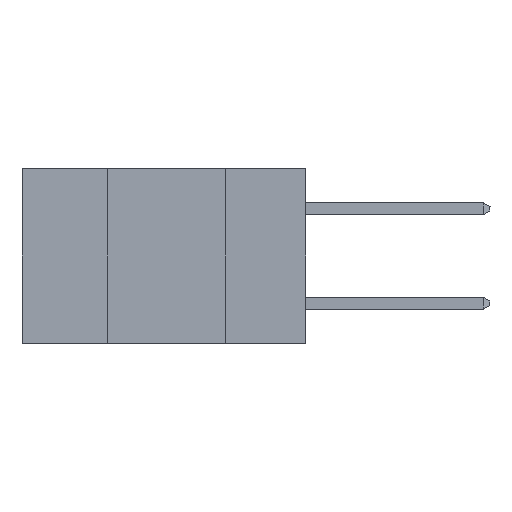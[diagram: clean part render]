
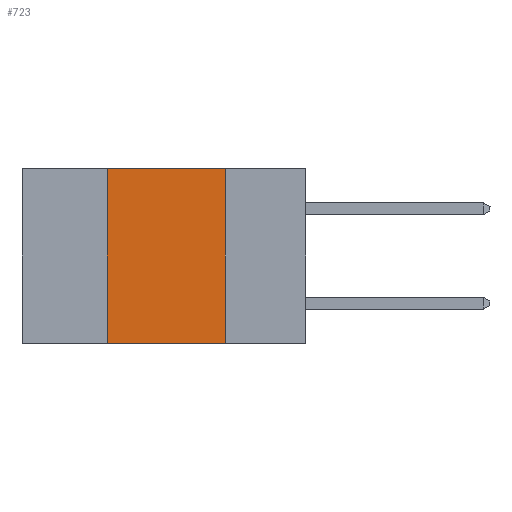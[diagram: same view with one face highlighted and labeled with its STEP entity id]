
A CAD part, left-side view. The second image highlights one B-rep face of the part: STEP entity #723.
In plain terms, the highlighted planar face has unit normal (-1, 0, 0).
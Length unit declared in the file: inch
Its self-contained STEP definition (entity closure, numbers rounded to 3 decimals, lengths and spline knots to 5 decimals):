
#602 = VERTEX_POINT ( 'NONE', #17402 ) ;
#723 = ADVANCED_FACE ( 'NONE', ( #15520 ), #22440, .F. ) ;
#3443 = CARTESIAN_POINT ( 'NONE',  ( 0., 0.6, 0. ) ) ;
#3670 = CARTESIAN_POINT ( 'NONE',  ( 0., 0.17, -0.37 ) ) ;
#4829 = VERTEX_POINT ( 'NONE', #8536 ) ;
#4966 = LINE ( 'NONE', #25501, #24793 ) ;
#5245 = LINE ( 'NONE', #9202, #24249 ) ;
#5705 = EDGE_CURVE ( 'NONE', #4829, #31382, #26280, .T. ) ;
#5817 = DIRECTION ( 'NONE',  ( 0., 0., -1. ) ) ;
#5967 = DIRECTION ( 'NONE',  ( 1., 0., 0. ) ) ;
#6015 = VECTOR ( 'NONE', #12949, 39.37008 ) ;
#7485 = EDGE_CURVE ( 'NONE', #4829, #602, #26602, .T. ) ;
#7769 = CARTESIAN_POINT ( 'NONE',  ( 0., 0.42, 0. ) ) ;
#8536 = CARTESIAN_POINT ( 'NONE',  ( 0., 0.42, -0.37 ) ) ;
#9202 = CARTESIAN_POINT ( 'NONE',  ( 0., 0.17, 0. ) ) ;
#10970 = EDGE_CURVE ( 'NONE', #14933, #31382, #5245, .T. ) ;
#11376 = CARTESIAN_POINT ( 'NONE',  ( 0., 0.17, 0. ) ) ;
#11787 = DIRECTION ( 'NONE',  ( 0., 0., -1. ) ) ;
#12591 = VECTOR ( 'NONE', #31959, 39.37008 ) ;
#12949 = DIRECTION ( 'NONE',  ( 0., 0., 1. ) ) ;
#14525 = ORIENTED_EDGE ( 'NONE', *, *, #5705, .T. ) ;
#14933 = VERTEX_POINT ( 'NONE', #11376 ) ;
#15331 = ORIENTED_EDGE ( 'NONE', *, *, #28008, .F. ) ;
#15520 = FACE_OUTER_BOUND ( 'NONE', #21216, .T. ) ;
#17402 = CARTESIAN_POINT ( 'NONE',  ( 0., 0.42, 0. ) ) ;
#21216 = EDGE_LOOP ( 'NONE', ( #23004, #15331, #28240, #14525 ) ) ;
#21686 = AXIS2_PLACEMENT_3D ( 'NONE', #3443, #5967, #5817 ) ;
#22440 = PLANE ( 'NONE',  #21686 ) ;
#23004 = ORIENTED_EDGE ( 'NONE', *, *, #10970, .F. ) ;
#24249 = VECTOR ( 'NONE', #11787, 39.37008 ) ;
#24793 = VECTOR ( 'NONE', #28079, 39.37008 ) ;
#25501 = CARTESIAN_POINT ( 'NONE',  ( 0., 0.6, 0. ) ) ;
#26280 = LINE ( 'NONE', #29752, #12591 ) ;
#26602 = LINE ( 'NONE', #7769, #6015 ) ;
#28008 = EDGE_CURVE ( 'NONE', #602, #14933, #4966, .T. ) ;
#28079 = DIRECTION ( 'NONE',  ( 0., -1., 0. ) ) ;
#28240 = ORIENTED_EDGE ( 'NONE', *, *, #7485, .F. ) ;
#29752 = CARTESIAN_POINT ( 'NONE',  ( 0., 0.6, -0.37 ) ) ;
#31382 = VERTEX_POINT ( 'NONE', #3670 ) ;
#31959 = DIRECTION ( 'NONE',  ( 0., -1., 0. ) ) ;
